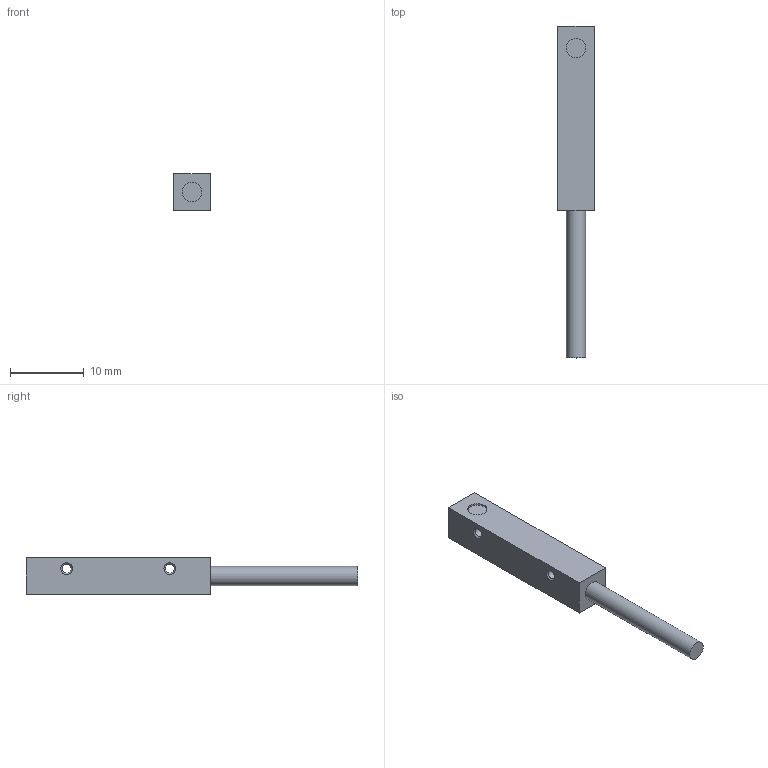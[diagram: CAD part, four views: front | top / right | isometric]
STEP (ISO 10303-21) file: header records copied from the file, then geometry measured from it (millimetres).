
FILE_DESCRIPTION (( 'STEP AP214' ), '1' );
FILE_NAME ('CR5-AP-2A.STEP', '2018-04-11T13:09:54', ( '' ), ( '' ), 'SwSTEP 2.0', 'SolidWorks 2017', '' );
FILE_SCHEMA (( 'AUTOMOTIVE_DESIGN' ));
Length unit declared in the file: inch
Products named in the file (1): CR5-AP-2A
Bounding box: 5 x 45 x 5 mm (x, y, z)
Volume: 717.7 mm3; surface area: 749.9 mm2
Topology: 1 solids, 1 shells, 18 faces, 42 edges, 27 vertices
Faces by surface type: plane 8, cylinder 5, cone 4, bspline 1
Full cylindrical faces by diameter (mm): 1 x1, 1.221 x2, 2.6 x2
Entity records: 485 total; most frequent: CARTESIAN_POINT 84, DIRECTION 78, ORIENTED_EDGE 54, EDGE_LOOP 34, AXIS2_PLACEMENT_3D 33, EDGE_CURVE 27, VERTEX_POINT 23, FACE_OUTER_BOUND 23
